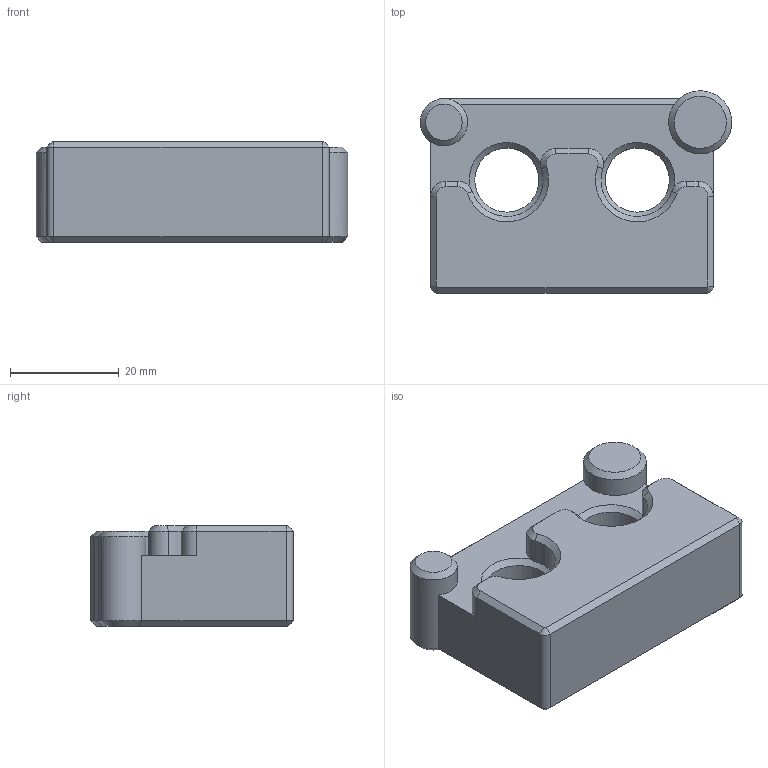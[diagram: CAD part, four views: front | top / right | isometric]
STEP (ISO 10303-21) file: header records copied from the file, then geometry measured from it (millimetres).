
FILE_DESCRIPTION(/* description */ (''),/* implementation_level */ '2;1');
FILE_NAME(/* name */ 'Body Bearing Alignment Jig V1.0.step',/* time_stamp */ '2025-04-03T11:01:01-04:00',/* author */ (''),/* organization */ (''),/* preprocessor_version */ 'ST-DEVELOPER v20.1',/* originating_system */ 'Autodesk Translation Framework v14.4.0.0',/* authorisation */ '');
FILE_SCHEMA (('AUTOMOTIVE_DESIGN { 1 0 10303 214 3 1 1 }'));
Length unit declared in the file: millimetre
Products named in the file (1): Body Bearing Alignment Jig
Bounding box: 57.29 x 37.23 x 18.5 mm (x, y, z)
Volume: 27771.1 mm3; surface area: 7557.4 mm2
Topology: 1 solids, 1 shells, 649 faces, 1854 edges, 1226 vertices
Faces by surface type: bspline 515, plane 100, cone 20, cylinder 14
Full cylindrical faces by diameter (mm): 8.7 x1, 11.6 x1, 11.8 x2
Entity records: 25930 total; most frequent: CARTESIAN_POINT 12514, ORIENTED_EDGE 3708, EDGE_CURVE 1854, VERTEX_POINT 1226, DIRECTION 1143, B_SPLINE_CURVE_WITH_KNOTS 1037, LINE 761, VECTOR 761
